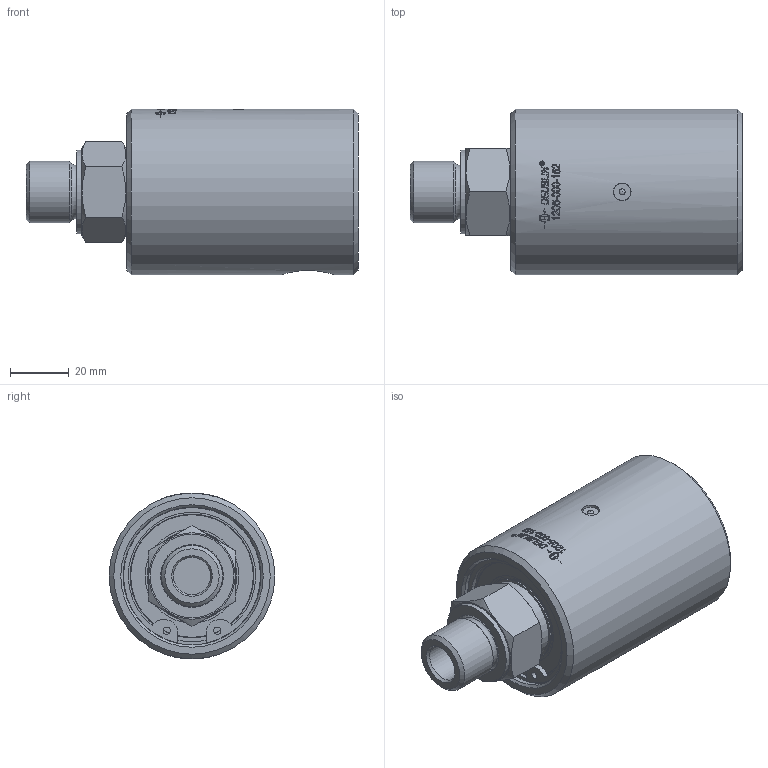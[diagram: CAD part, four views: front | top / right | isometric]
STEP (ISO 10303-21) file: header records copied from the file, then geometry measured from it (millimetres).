
FILE_DESCRIPTION(/* description */ (''),/* implementation_level */ '2;1');
FILE_NAME(/* name */ '1205-000-152-IC.stp',/* time_stamp */ '2020-05-17T10:48:06-05:00',/* author */ ('Moorera'),/* organization */ (''),/* preprocessor_version */ 'ST-DEVELOPER v18.1',/* originating_system */ 'Autodesk Inventor 2020',/* authorisation */ '');
FILE_SCHEMA (('AUTOMOTIVE_DESIGN { 1 0 10303 214 3 1 1 }'));
Length unit declared in the file: millimetre
Products named in the file (1): 1205-000-152-IC
Bounding box: 113.38 x 56.6 x 56.6 mm (x, y, z)
Volume: 203255.9 mm3; surface area: 26076 mm2
Topology: 1 solids, 3 shells, 419 faces, 1123 edges, 753 vertices
Faces by surface type: plane 220, bspline 118, cylinder 59, cone 14, torus 7, sphere 1
Full cylindrical faces by diameter (mm): 2.48 x2, 5.75 x1, 6 x1, 12.7 x1, 17.475 x1, 20.955 x1, 21.4 x1, 24.4 x1, 27.8 x1, 28.6 x1, 32.1 x1, 41.9 x1, 42.2 x1, 47.06 x1, 56.6 x1
Entity records: 17563 total; most frequent: CARTESIAN_POINT 7295, ORIENTED_EDGE 2244, DIRECTION 1914, EDGE_CURVE 1122, AXIS2_PLACEMENT_3D 756, VERTEX_POINT 753, EDGE_LOOP 471, FACE_OUTER_BOUND 419
